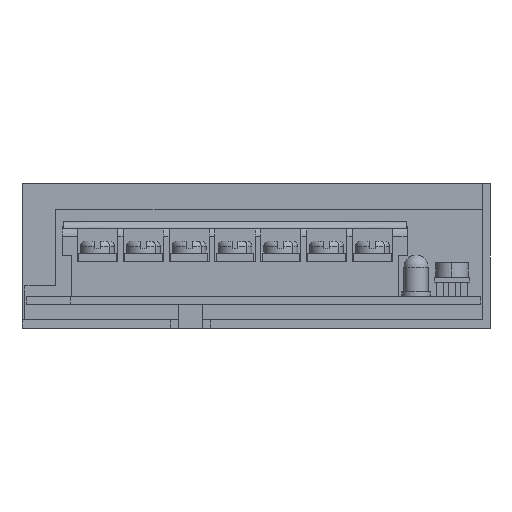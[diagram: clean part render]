
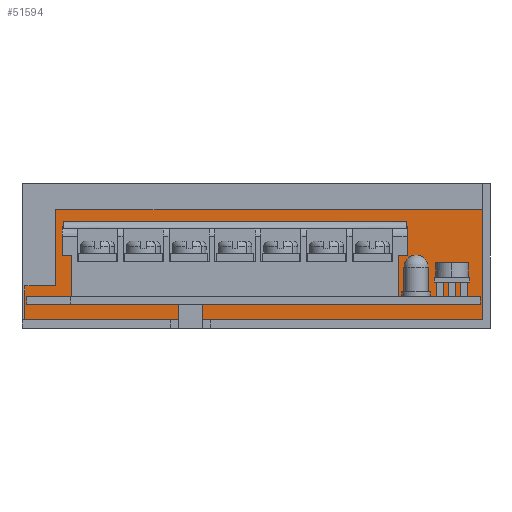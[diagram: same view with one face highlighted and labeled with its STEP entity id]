
A CAD part, front view. The second image highlights one B-rep face of the part: STEP entity #51594.
In plain terms, the highlighted planar face has unit normal (0, -1, 0).
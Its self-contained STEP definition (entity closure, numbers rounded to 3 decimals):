
#51574=AXIS2_PLACEMENT_3D('Plane Axis2P3D',#51571,#51572,#51573) ;
#50704=CARTESIAN_POINT('Vertex',(95.5,18.28,29.4)) ;
#50707=CARTESIAN_POINT('Line Origine',(95.5,18.28,15.6)) ;
#50711=CARTESIAN_POINT('Vertex',(95.5,18.28,1.8)) ;
#51530=CARTESIAN_POINT('Line Origine',(48.05,18.28,1.8)) ;
#51534=CARTESIAN_POINT('Vertex',(0.6,18.28,1.8)) ;
#51571=CARTESIAN_POINT('Axis2P3D Location',(95.8,18.28,6.6)) ;
#51576=CARTESIAN_POINT('Line Origine',(48.05,18.28,29.4)) ;
#51580=CARTESIAN_POINT('Vertex',(0.6,18.28,29.4)) ;
#51583=CARTESIAN_POINT('Line Origine',(0.6,18.28,15.6)) ;
#50708=DIRECTION('Vector Direction',(0.,0.,-1.)) ;
#51531=DIRECTION('Vector Direction',(1.,0.,0.)) ;
#51572=DIRECTION('Axis2P3D Direction',(0.,-1.,0.)) ;
#51573=DIRECTION('Axis2P3D XDirection',(0.,0.,1.)) ;
#51577=DIRECTION('Vector Direction',(-1.,0.,0.)) ;
#51584=DIRECTION('Vector Direction',(0.,0.,1.)) ;
#50709=VECTOR('Line Direction',#50708,1.) ;
#51532=VECTOR('Line Direction',#51531,1.) ;
#51578=VECTOR('Line Direction',#51577,1.) ;
#51585=VECTOR('Line Direction',#51584,1.) ;
#51589=ORIENTED_EDGE('',*,*,#51582,.T.) ;
#51590=ORIENTED_EDGE('',*,*,#51587,.F.) ;
#51591=ORIENTED_EDGE('',*,*,#51536,.T.) ;
#51592=ORIENTED_EDGE('',*,*,#50713,.F.) ;
#51594=ADVANCED_FACE('GEHAEUSE',(#51593),#51575,.T.) ;
#50713=EDGE_CURVE('',#50705,#50712,#50710,.T.) ;
#51536=EDGE_CURVE('',#51535,#50712,#51533,.T.) ;
#51582=EDGE_CURVE('',#50705,#51581,#51579,.T.) ;
#51587=EDGE_CURVE('',#51535,#51581,#51586,.T.) ;
#51588=EDGE_LOOP('',(#51589,#51590,#51591,#51592)) ;
#51593=FACE_OUTER_BOUND('',#51588,.T.) ;
#50710=LINE('Line',#50707,#50709) ;
#51533=LINE('Line',#51530,#51532) ;
#51579=LINE('Line',#51576,#51578) ;
#51586=LINE('Line',#51583,#51585) ;
#51575=PLANE('',#51574) ;
#50705=VERTEX_POINT('',#50704) ;
#50712=VERTEX_POINT('',#50711) ;
#51535=VERTEX_POINT('',#51534) ;
#51581=VERTEX_POINT('',#51580) ;
